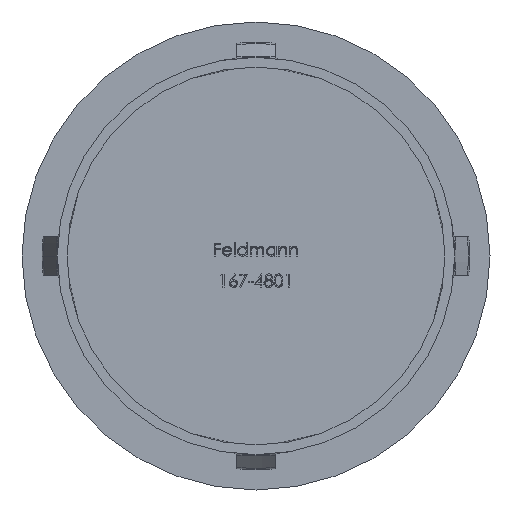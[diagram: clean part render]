
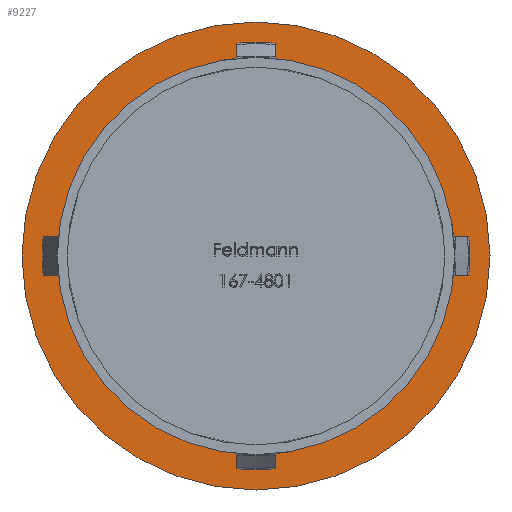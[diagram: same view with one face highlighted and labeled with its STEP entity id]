
A CAD part, front view. The second image highlights one B-rep face of the part: STEP entity #9227.
In plain terms, the highlighted planar face has unit normal (0, -1, 0).
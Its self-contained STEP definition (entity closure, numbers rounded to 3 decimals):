
#152 = EDGE_LOOP ( 'NONE', ( #6009, #5223 ) ) ;
#171 = CARTESIAN_POINT ( 'NONE',  ( -24.15, 25.7, 0. ) ) ;
#280 = CIRCLE ( 'NONE', #9067, 20.5 ) ;
#1543 = ORIENTED_EDGE ( 'NONE', *, *, #2991, .F. ) ;
#1580 = EDGE_LOOP ( 'NONE', ( #1543, #2273 ) ) ;
#1743 = DIRECTION ( 'NONE',  ( 0., 1., 0. ) ) ;
#1744 = DIRECTION ( 'NONE',  ( -1., 0., 0. ) ) ;
#1802 = FACE_BOUND ( 'NONE', #152, .T. ) ;
#2022 = CARTESIAN_POINT ( 'NONE',  ( 0., 25.7, 0. ) ) ;
#2217 = CARTESIAN_POINT ( 'NONE',  ( 20.5, 25.7, 0. ) ) ;
#2273 = ORIENTED_EDGE ( 'NONE', *, *, #12761, .F. ) ;
#2351 = DIRECTION ( 'NONE',  ( 0., 1., 0. ) ) ;
#2991 = EDGE_CURVE ( 'NONE', #12518, #5087, #5207, .T. ) ;
#3117 = DIRECTION ( 'NONE',  ( 0., 1., 0. ) ) ;
#3176 = CIRCLE ( 'NONE', #3673, 20.5 ) ;
#3673 = AXIS2_PLACEMENT_3D ( 'NONE', #2022, #3117, #8804 ) ;
#4903 = CARTESIAN_POINT ( 'NONE',  ( -20.5, 25.7, 0. ) ) ;
#5032 = FACE_OUTER_BOUND ( 'NONE', #1580, .T. ) ;
#5087 = VERTEX_POINT ( 'NONE', #9822 ) ;
#5155 = AXIS2_PLACEMENT_3D ( 'NONE', #12770, #12677, #1744 ) ;
#5207 = CIRCLE ( 'NONE', #5260, 24.15 ) ;
#5223 = ORIENTED_EDGE ( 'NONE', *, *, #7863, .T. ) ;
#5260 = AXIS2_PLACEMENT_3D ( 'NONE', #13261, #2351, #13307 ) ;
#6009 = ORIENTED_EDGE ( 'NONE', *, *, #9734, .T. ) ;
#7863 = EDGE_CURVE ( 'NONE', #11290, #13406, #280, .T. ) ;
#8425 = DIRECTION ( 'NONE',  ( -1., 0., 0. ) ) ;
#8568 = CARTESIAN_POINT ( 'NONE',  ( 24.15, 25.7, 0. ) ) ;
#8804 = DIRECTION ( 'NONE',  ( -1., 0., 0. ) ) ;
#9067 = AXIS2_PLACEMENT_3D ( 'NONE', #9471, #1743, #12720 ) ;
#9227 = ADVANCED_FACE ( 'NONE', ( #5032, #1802 ), #12901, .F. ) ;
#9471 = CARTESIAN_POINT ( 'NONE',  ( 0., 25.7, 0. ) ) ;
#9527 = AXIS2_PLACEMENT_3D ( 'NONE', #8568, #11622, #8425 ) ;
#9734 = EDGE_CURVE ( 'NONE', #13406, #11290, #3176, .T. ) ;
#9822 = CARTESIAN_POINT ( 'NONE',  ( 24.15, 25.7, 0. ) ) ;
#11290 = VERTEX_POINT ( 'NONE', #2217 ) ;
#11622 = DIRECTION ( 'NONE',  ( 0., 1., 0. ) ) ;
#12518 = VERTEX_POINT ( 'NONE', #171 ) ;
#12677 = DIRECTION ( 'NONE',  ( 0., 1., 0. ) ) ;
#12720 = DIRECTION ( 'NONE',  ( -1., 0., 0. ) ) ;
#12761 = EDGE_CURVE ( 'NONE', #5087, #12518, #13196, .T. ) ;
#12770 = CARTESIAN_POINT ( 'NONE',  ( 0., 25.7, 0. ) ) ;
#12901 = PLANE ( 'NONE',  #9527 ) ;
#13196 = CIRCLE ( 'NONE', #5155, 24.15 ) ;
#13261 = CARTESIAN_POINT ( 'NONE',  ( 0., 25.7, 0. ) ) ;
#13307 = DIRECTION ( 'NONE',  ( -1., 0., 0. ) ) ;
#13406 = VERTEX_POINT ( 'NONE', #4903 ) ;
